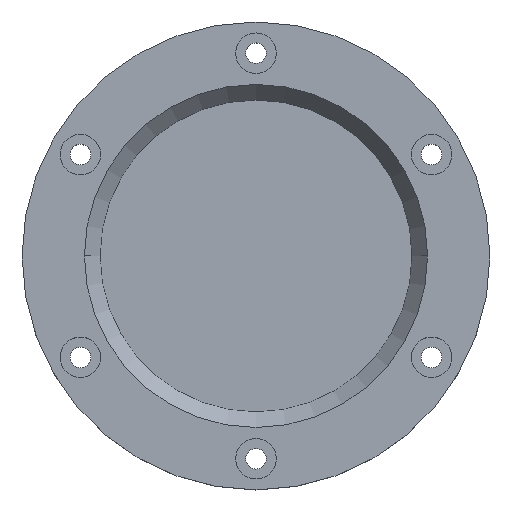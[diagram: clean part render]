
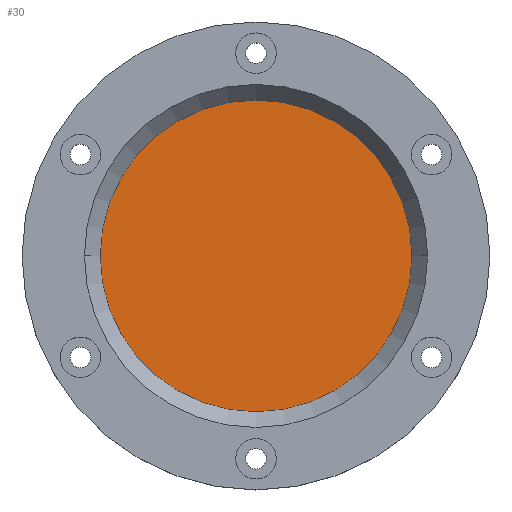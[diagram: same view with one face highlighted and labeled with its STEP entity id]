
A CAD part, top view. The second image highlights one B-rep face of the part: STEP entity #30.
In plain terms, the highlighted planar face has unit normal (0, 0, 1).
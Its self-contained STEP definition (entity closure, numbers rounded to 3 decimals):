
#30 = ADVANCED_FACE ( 'NONE', ( #983 ), #1150, .F. ) ;
#55 = EDGE_CURVE ( 'NONE', #1269, #869, #1010, .T. ) ;
#163 = ORIENTED_EDGE ( 'NONE', *, *, #55, .F. ) ;
#363 = AXIS2_PLACEMENT_3D ( 'NONE', #743, #1121, #1423 ) ;
#474 = DIRECTION ( 'NONE',  ( 0., 0., -1. ) ) ;
#503 = CIRCLE ( 'NONE', #619, 59. ) ;
#543 = EDGE_CURVE ( 'NONE', #869, #1269, #503, .T. ) ;
#619 = AXIS2_PLACEMENT_3D ( 'NONE', #1392, #474, #1532 ) ;
#686 = CARTESIAN_POINT ( 'NONE',  ( -59., 0., 9. ) ) ;
#722 = DIRECTION ( 'NONE',  ( 0., 0., -1. ) ) ;
#743 = CARTESIAN_POINT ( 'NONE',  ( 0., 0., 9. ) ) ;
#869 = VERTEX_POINT ( 'NONE', #686 ) ;
#949 = CARTESIAN_POINT ( 'NONE',  ( 59., 0., 9. ) ) ;
#983 = FACE_OUTER_BOUND ( 'NONE', #1228, .T. ) ;
#1010 = CIRCLE ( 'NONE', #1287, 59. ) ;
#1121 = DIRECTION ( 'NONE',  ( 0., 0., -1. ) ) ;
#1150 = PLANE ( 'NONE',  #363 ) ;
#1228 = EDGE_LOOP ( 'NONE', ( #163, #1647 ) ) ;
#1269 = VERTEX_POINT ( 'NONE', #949 ) ;
#1287 = AXIS2_PLACEMENT_3D ( 'NONE', #1654, #722, #1391 ) ;
#1391 = DIRECTION ( 'NONE',  ( -1., 0., 0. ) ) ;
#1392 = CARTESIAN_POINT ( 'NONE',  ( 0., 0., 9. ) ) ;
#1423 = DIRECTION ( 'NONE',  ( -1., 0., 0. ) ) ;
#1532 = DIRECTION ( 'NONE',  ( -1., 0., 0. ) ) ;
#1647 = ORIENTED_EDGE ( 'NONE', *, *, #543, .F. ) ;
#1654 = CARTESIAN_POINT ( 'NONE',  ( 0., 0., 9. ) ) ;
